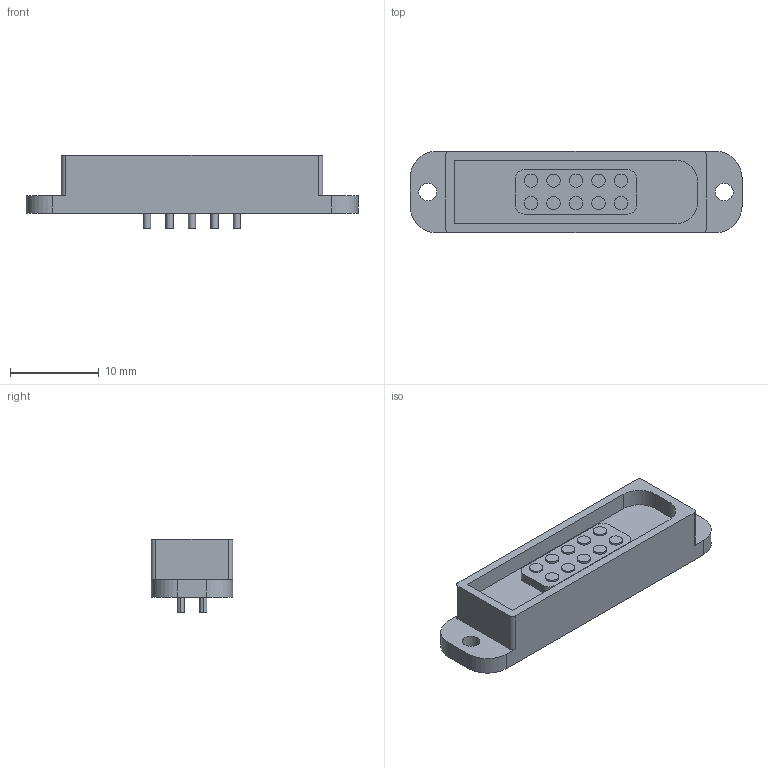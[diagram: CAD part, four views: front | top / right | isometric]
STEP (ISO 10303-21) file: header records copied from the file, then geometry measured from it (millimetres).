
FILE_DESCRIPTION (( 'STEP AP214' ), '1' );
FILE_NAME ('PMK_Side_Conn_F.STEP', '2024-06-08T15:08:59', ( '' ), ( '' ), 'SwSTEP 2.0', 'SolidWorks 2023', '' );
FILE_SCHEMA (( 'AUTOMOTIVE_DESIGN' ));
Length unit declared in the file: millimetre
Products named in the file (1): PMK_Side_Conn_F
Bounding box: 37.5 x 9.2 x 8.31 mm (x, y, z)
Volume: 1585.7 mm3; surface area: 1435.8 mm2
Topology: 1 solids, 1 shells, 98 faces, 222 edges, 148 vertices
Faces by surface type: cylinder 58, plane 40
Entity records: 2833 total; most frequent: DIRECTION 536, CARTESIAN_POINT 469, ORIENTED_EDGE 444, EDGE_CURVE 222, AXIS2_PLACEMENT_3D 215, VERTEX_POINT 148, EDGE_LOOP 124, CIRCLE 116
